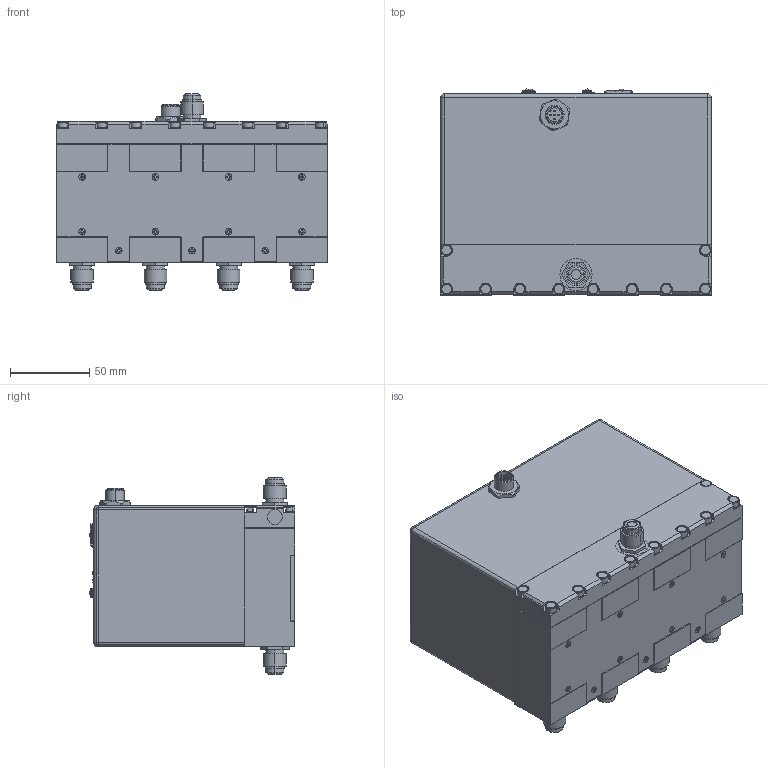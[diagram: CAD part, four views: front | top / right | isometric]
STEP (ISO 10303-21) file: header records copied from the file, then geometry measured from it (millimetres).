
FILE_DESCRIPTION (( 'STEP AP203' ), '1' );
FILE_NAME ('Delta-IV_D-Net.STEP', '2022-10-05T12:57:32', ( '' ), ( '' ), 'SwSTEP 2.0', 'SolidWorks 2019', '' );
FILE_SCHEMA (( 'CONFIG_CONTROL_DESIGN' ));
Length unit declared in the file: inch
Products named in the file (1): Delta-IV_D-Net
Bounding box: 171.27 x 129.92 x 123.85 mm (x, y, z)
Volume: 143449.3 mm3; surface area: 195577.7 mm2
Topology: 6 solids, 6 shells, 798 faces, 2382 edges, 1641 vertices
Faces by surface type: plane 479, cylinder 219, bspline 58, cone 38, sphere 4
Entity records: 39642 total; most frequent: CARTESIAN_POINT 17720, ORIENTED_EDGE 4748, DIRECTION 4369, EDGE_CURVE 2374, VECTOR 1673, LINE 1673, VERTEX_POINT 1641, AXIS2_PLACEMENT_3D 1348
